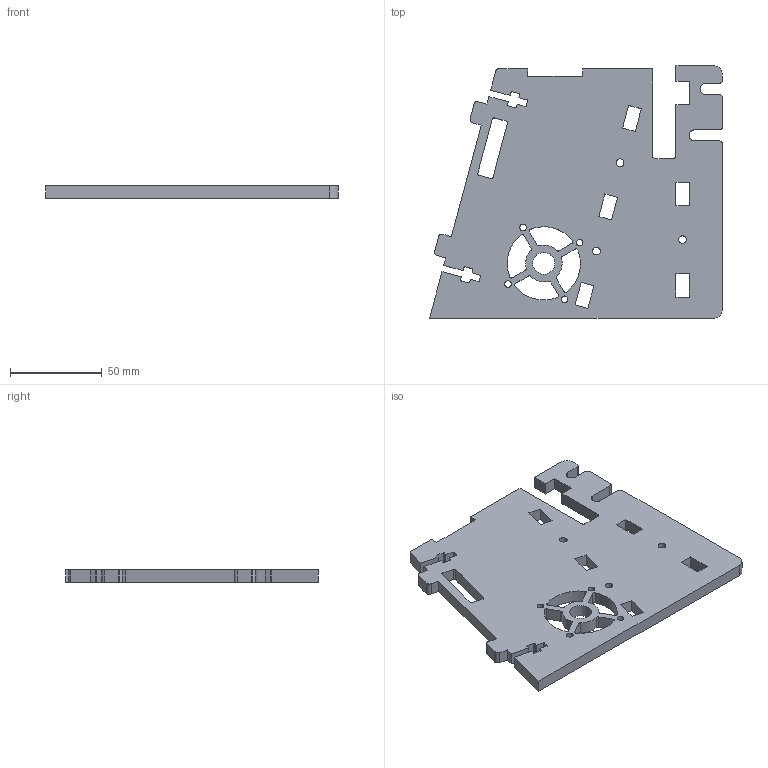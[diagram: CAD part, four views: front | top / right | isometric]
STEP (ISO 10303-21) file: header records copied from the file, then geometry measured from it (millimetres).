
FILE_DESCRIPTION (( 'STEP AP203' ), '1' );
FILE_NAME ('Electronics Housing Side Bracket - Smoothie Left.STEP', '2015-05-09T13:18:19', ( '' ), ( '' ), 'SwSTEP 2.0', 'SolidWorks 2013', '' );
FILE_SCHEMA (( 'CONFIG_CONTROL_DESIGN' ));
Length unit declared in the file: millimetre
Products named in the file (1): Electronics Housing Side Bracket - Smoothie Left
Bounding box: 160 x 138 x 6.8 mm (x, y, z)
Volume: 112621.3 mm3; surface area: 43257.2 mm2
Topology: 1 solids, 1 shells, 172 faces, 510 edges, 340 vertices
Faces by surface type: plane 88, cylinder 84
Entity records: 5951 total; most frequent: DIRECTION 1024, CARTESIAN_POINT 1023, ORIENTED_EDGE 1020, EDGE_CURVE 510, LINE 342, VECTOR 342, AXIS2_PLACEMENT_3D 341, VERTEX_POINT 340
